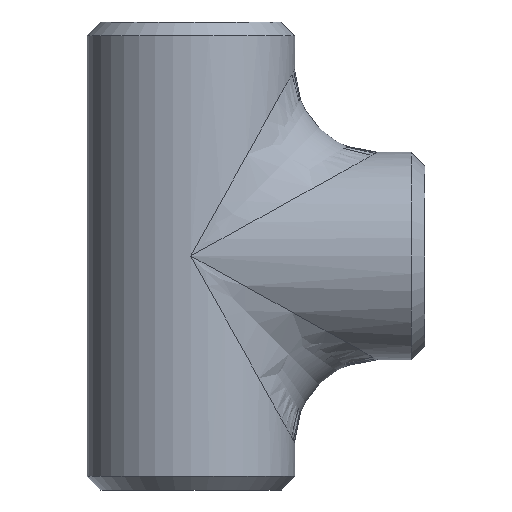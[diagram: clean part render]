
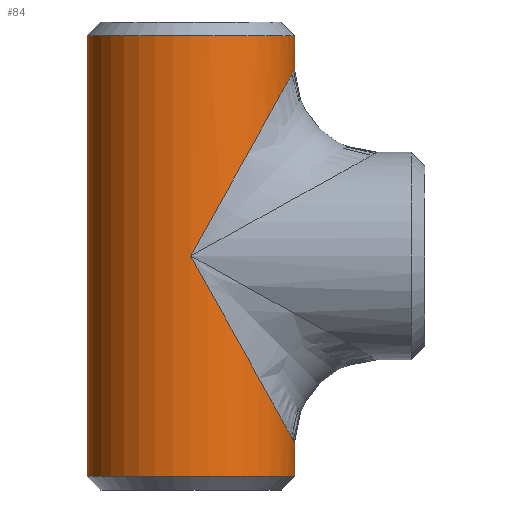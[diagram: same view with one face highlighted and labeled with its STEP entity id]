
A CAD part, front view. The second image highlights one B-rep face of the part: STEP entity #84.
In plain terms, the highlighted cylindrical face has radius 21.1 mm (diameter 42.2 mm), a partial arc.
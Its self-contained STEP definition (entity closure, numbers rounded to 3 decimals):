
#54 = DIRECTION ( 'NONE',  ( 0., 0., -1. ) ) ;
#69 = EDGE_CURVE ( 'NONE', #705, #730, #1147, .T. ) ;
#84 = ADVANCED_FACE ( 'NONE', ( #554 ), #866, .T. ) ;
#87 = CIRCLE ( 'NONE', #996, 21.1 ) ;
#128 = CARTESIAN_POINT ( 'NONE',  ( 0., -21.1, 0. ) ) ;
#137 = VERTEX_POINT ( 'NONE', #260 ) ;
#155 = DIRECTION ( 'NONE',  ( -1., 0., 0. ) ) ;
#164 = CARTESIAN_POINT ( 'NONE',  ( -21.1, 0., 44.84 ) ) ;
#197 = ORIENTED_EDGE ( 'NONE', *, *, #1299, .T. ) ;
#203 = ORIENTED_EDGE ( 'NONE', *, *, #1014, .T. ) ;
#248 = CARTESIAN_POINT ( 'NONE',  ( 21.1, 0., 37.98 ) ) ;
#259 = DIRECTION ( 'NONE',  ( 0., 0., -1. ) ) ;
#260 = CARTESIAN_POINT ( 'NONE',  ( 21.1, 0., 44.84 ) ) ;
#326 = CARTESIAN_POINT ( 'NONE',  ( 21.1, 0., -37.98 ) ) ;
#365 = CARTESIAN_POINT ( 'NONE',  ( 0., -21.1, 0. ) ) ;
#399 = ORIENTED_EDGE ( 'NONE', *, *, #573, .T. ) ;
#425 = CARTESIAN_POINT ( 'NONE',  ( 0., 0., 44.84 ) ) ;
#427 = ORIENTED_EDGE ( 'NONE', *, *, #651, .F. ) ;
#438 = EDGE_LOOP ( 'NONE', ( #1234, #399, #673, #203, #427, #197, #1288 ) ) ;
#453 = CARTESIAN_POINT ( 'NONE',  ( 21.1, 0., 37.98 ) ) ;
#475 = LINE ( 'NONE', #564, #720 ) ;
#521 = CARTESIAN_POINT ( 'NONE',  ( 21.1, 0., -44.84 ) ) ;
#543 = VERTEX_POINT ( 'NONE', #521 ) ;
#554 = FACE_OUTER_BOUND ( 'NONE', #438, .T. ) ;
#560 = CARTESIAN_POINT ( 'NONE',  ( 21.1, -12.36, 37.98 ) ) ;
#564 = CARTESIAN_POINT ( 'NONE',  ( 21.1, 0., 47.6 ) ) ;
#573 = EDGE_CURVE ( 'NONE', #137, #705, #87, .T. ) ;
#596 = VECTOR ( 'NONE', #259, 1000. ) ;
#612 = DIRECTION ( 'NONE',  ( 0., 0., -1. ) ) ;
#636 = CARTESIAN_POINT ( 'NONE',  ( 12.36, -21.1, -22.248 ) ) ;
#651 = EDGE_CURVE ( 'NONE', #722, #543, #475, .T. ) ;
#660 = CARTESIAN_POINT ( 'NONE',  ( 21.1, 0., 47.6 ) ) ;
#664 = DIRECTION ( 'NONE',  ( 0., 0., -1. ) ) ;
#666 = EDGE_CURVE ( 'NONE', #137, #873, #966, .T. ) ;
#673 = ORIENTED_EDGE ( 'NONE', *, *, #69, .T. ) ;
#687 = AXIS2_PLACEMENT_3D ( 'NONE', #1253, #54, #155 ) ;
#705 = VERTEX_POINT ( 'NONE', #164 ) ;
#720 = VECTOR ( 'NONE', #664, 1000. ) ;
#722 = VERTEX_POINT ( 'NONE', #1064 ) ;
#730 = VERTEX_POINT ( 'NONE', #1260 ) ;
#776 =( BOUNDED_CURVE ( )  B_SPLINE_CURVE ( 3, ( #1058, #1171, #560, #453 ),
 .UNSPECIFIED., .F., .T. ) 
 B_SPLINE_CURVE_WITH_KNOTS ( ( 4, 4 ),
 ( 1.571, 3.142 ),
 .UNSPECIFIED. ) 
 CURVE ( )  GEOMETRIC_REPRESENTATION_ITEM ( )  RATIONAL_B_SPLINE_CURVE ( ( 1., 0.805, 0.805, 1. ) ) 
 REPRESENTATION_ITEM ( '' )  );
#801 = VERTEX_POINT ( 'NONE', #365 ) ;
#808 = EDGE_CURVE ( 'NONE', #801, #873, #776, .T. ) ;
#866 = CYLINDRICAL_SURFACE ( 'NONE', #687, 21.1 ) ;
#873 = VERTEX_POINT ( 'NONE', #248 ) ;
#921 = VECTOR ( 'NONE', #942, 1000. ) ;
#938 = DIRECTION ( 'NONE',  ( 1., 0., 0. ) ) ;
#942 = DIRECTION ( 'NONE',  ( 0., 0., -1. ) ) ;
#958 = CIRCLE ( 'NONE', #1254, 21.1 ) ;
#961 = CARTESIAN_POINT ( 'NONE',  ( -21.1, 0., 47.6 ) ) ;
#966 = LINE ( 'NONE', #660, #596 ) ;
#996 = AXIS2_PLACEMENT_3D ( 'NONE', #425, #612, #1225 ) ;
#1014 = EDGE_CURVE ( 'NONE', #730, #543, #958, .T. ) ;
#1046 = DIRECTION ( 'NONE',  ( 0., 0., 1. ) ) ;
#1058 = CARTESIAN_POINT ( 'NONE',  ( 0., -21.1, 0. ) ) ;
#1064 = CARTESIAN_POINT ( 'NONE',  ( 21.1, 0., -37.98 ) ) ;
#1142 = CARTESIAN_POINT ( 'NONE',  ( 21.1, -12.36, -37.98 ) ) ;
#1147 = LINE ( 'NONE', #961, #921 ) ;
#1156 = CARTESIAN_POINT ( 'NONE',  ( 0., 0., -44.84 ) ) ;
#1171 = CARTESIAN_POINT ( 'NONE',  ( 12.36, -21.1, 22.248 ) ) ;
#1225 = DIRECTION ( 'NONE',  ( 1., 0., 0. ) ) ;
#1226 =( BOUNDED_CURVE ( )  B_SPLINE_CURVE ( 3, ( #326, #1142, #636, #128 ),
 .UNSPECIFIED., .F., .F. ) 
 B_SPLINE_CURVE_WITH_KNOTS ( ( 4, 4 ),
 ( 3.142, 4.712 ),
 .UNSPECIFIED. ) 
 CURVE ( )  GEOMETRIC_REPRESENTATION_ITEM ( )  RATIONAL_B_SPLINE_CURVE ( ( 1., 0.805, 0.805, 1. ) ) 
 REPRESENTATION_ITEM ( '' )  );
#1234 = ORIENTED_EDGE ( 'NONE', *, *, #666, .F. ) ;
#1253 = CARTESIAN_POINT ( 'NONE',  ( 0., 0., 47.6 ) ) ;
#1254 = AXIS2_PLACEMENT_3D ( 'NONE', #1156, #1046, #938 ) ;
#1260 = CARTESIAN_POINT ( 'NONE',  ( -21.1, 0., -44.84 ) ) ;
#1288 = ORIENTED_EDGE ( 'NONE', *, *, #808, .T. ) ;
#1299 = EDGE_CURVE ( 'NONE', #722, #801, #1226, .T. ) ;
